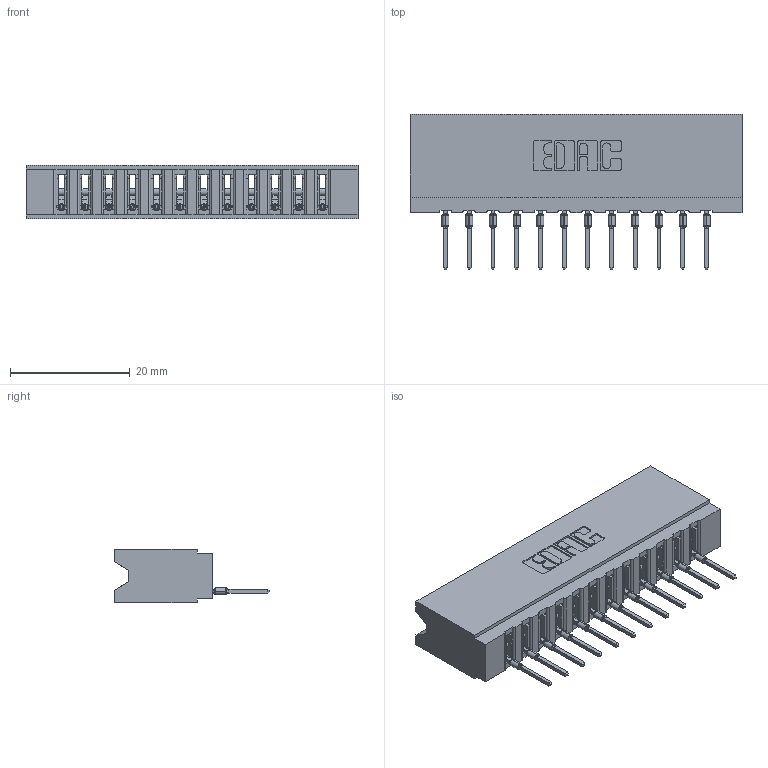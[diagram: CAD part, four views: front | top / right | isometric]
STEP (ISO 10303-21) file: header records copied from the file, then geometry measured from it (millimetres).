
FILE_DESCRIPTION (( 'STEP AP203' ), '1' );
FILE_NAME ('737-012-522-106.STEP', '2026-02-24T20:48:54', ( '' ), ( '' ), 'SwSTEP 2.0', 'SolidWorks 2023', '' );
FILE_SCHEMA (( 'CONFIG_CONTROL_DESIGN' ));
Length unit declared in the file: millimetre
Products named in the file (3): 745-292-001_522; 737 Part_Insulator Option - 06; 737-012-522-106
Assembly tree (13 placements, depth 2):
  737-012-522-106
    737 Part_Insulator Option - 06
    745-292-001_522  x12
Bounding box: 55.42 x 25.92 x 8.89 mm (x, y, z)
Volume: 5482.5 mm3; surface area: 7161.6 mm2
Topology: 13 solids, 13 shells, 1451 faces, 3989 edges, 2522 vertices
Faces by surface type: plane 871, cylinder 268, bspline 240, torus 72
Entity records: 24297 total; most frequent: CARTESIAN_POINT 4784, ORIENTED_EDGE 4172, DIRECTION 3644, EDGE_CURVE 2086, VECTOR 1832, LINE 1832, VERTEX_POINT 1334, AXIS2_PLACEMENT_3D 906
